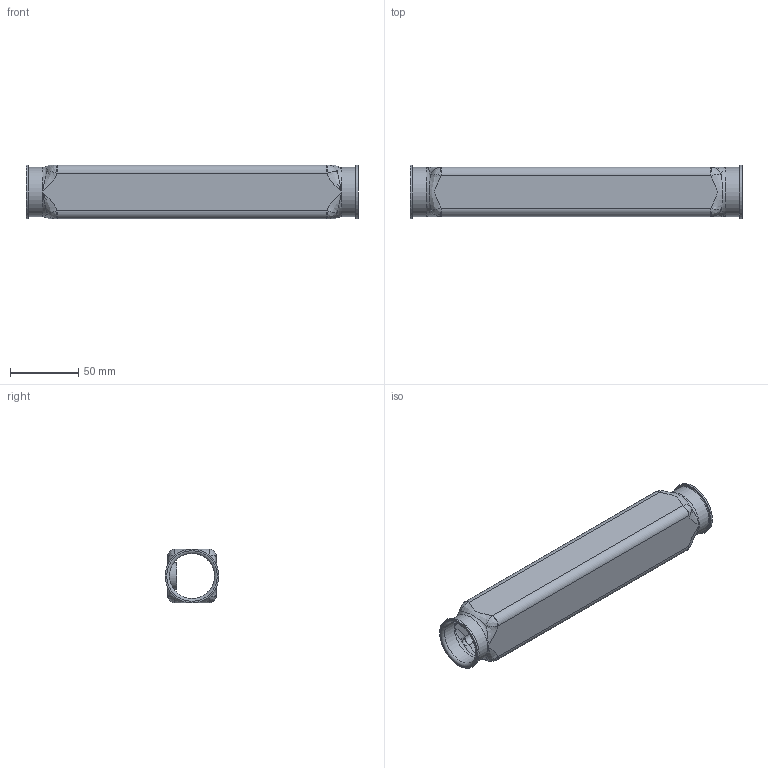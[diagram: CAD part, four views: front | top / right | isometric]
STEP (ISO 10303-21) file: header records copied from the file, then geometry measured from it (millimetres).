
FILE_DESCRIPTION(/* description */ (''),/* implementation_level */ '2;1');
FILE_NAME(/* name */ 'rleh4_1012_es.stp',/* time_stamp */ '2017-06-29T14:38:09+02:00',/* author */ ('leitheußer'),/* organization */ (''),/* preprocessor_version */ 'ST-DEVELOPER v15.6',/* originating_system */ 'Autodesk Inventor LT ',/* authorisation */ '');
FILE_SCHEMA (('AUTOMOTIVE_DESIGN { 1 0 10303 214 3 1 1 }'));
Length unit declared in the file: millimetre
Products named in the file (1): 85201000450
Bounding box: 243 x 39.5 x 39.5 mm (x, y, z)
Surface area: 64273.1 mm2 (no closed solid volume)
Topology: 0 solids, 1 shells, 102 faces, 255 edges, 125 vertices
Faces by surface type: bspline 56, cylinder 18, torus 16, plane 12
Full cylindrical faces by diameter (mm): 19.7 x4, 33 x2, 36 x2, 39.5 x2
Entity records: 7798 total; most frequent: CARTESIAN_POINT 6022, ORIENTED_EDGE 392, DIRECTION 278, EDGE_CURVE 200, EDGE_LOOP 132, AXIS2_PLACEMENT_3D 131, VERTEX_POINT 120, FACE_OUTER_BOUND 102
